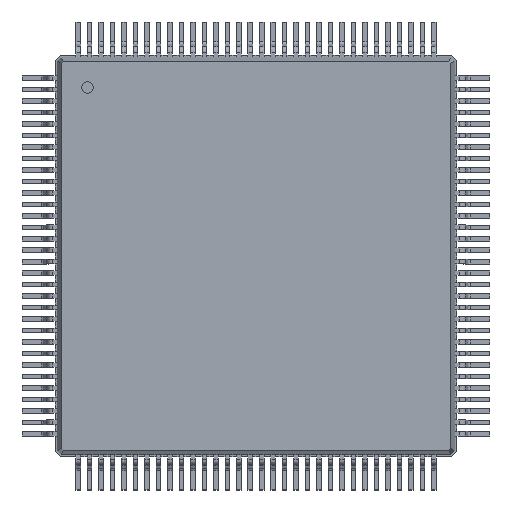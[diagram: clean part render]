
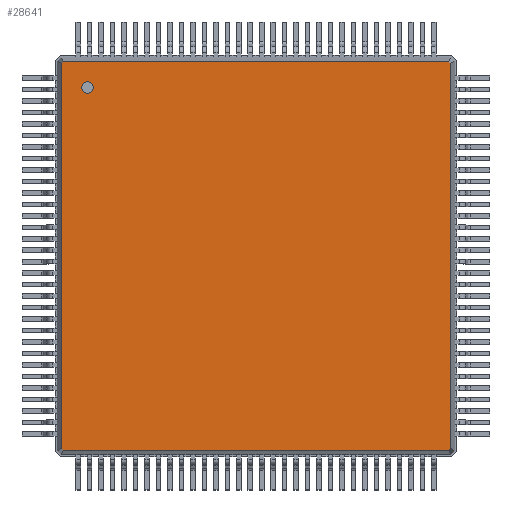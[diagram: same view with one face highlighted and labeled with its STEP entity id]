
A CAD part, top view. The second image highlights one B-rep face of the part: STEP entity #28641.
In plain terms, the highlighted planar face has unit normal (0, 0, 1).
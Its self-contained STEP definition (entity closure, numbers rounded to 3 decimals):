
#13=DIRECTION('',(0.,0.,1.));
#27=VECTOR('',#28,1.);
#28=DIRECTION('',(1.,0.,0.));
#307=VECTOR('',#308,1.);
#308=DIRECTION('',(0.707,-0.707,0.));
#314=VECTOR('',#315,1.);
#315=DIRECTION('',(0.,-1.,0.));
#321=VECTOR('',#322,1.);
#322=DIRECTION('',(-0.707,-0.707,0.));
#328=VECTOR('',#329,1.);
#329=DIRECTION('',(-1.,0.,0.));
#335=VECTOR('',#336,1.);
#336=DIRECTION('',(-0.707,0.707,0.));
#342=VECTOR('',#343,1.);
#343=DIRECTION('',(0.,1.,0.));
#347=VECTOR('',#348,1.);
#348=DIRECTION('',(0.707,0.707,0.));
#11317=VERTEX_POINT('',#11318);
#11318=CARTESIAN_POINT('',(-6.776,6.713,1.6));
#11320=ORIENTED_EDGE('',*,*,#11321,.F.);
#11321=EDGE_CURVE('',#11322,#11317,#11324,.T.);
#11322=VERTEX_POINT('',#11323);
#11323=CARTESIAN_POINT('',(-6.776,-6.713,1.6));
#11324=LINE('',#11323,#342);
#11335=VERTEX_POINT('',#11336);
#11336=CARTESIAN_POINT('',(-6.713,6.776,1.6));
#11338=ORIENTED_EDGE('',*,*,#11339,.F.);
#11339=EDGE_CURVE('',#11317,#11335,#11340,.T.);
#11340=LINE('',#11318,#347);
#11445=VERTEX_POINT('',#11446);
#11446=CARTESIAN_POINT('',(6.713,6.776,1.6));
#11448=ORIENTED_EDGE('',*,*,#11449,.F.);
#11449=EDGE_CURVE('',#11335,#11445,#11450,.T.);
#11450=LINE('',#11336,#27);
#14341=VERTEX_POINT('',#14342);
#14342=CARTESIAN_POINT('',(6.776,6.713,1.6));
#14344=ORIENTED_EDGE('',*,*,#14345,.F.);
#14345=EDGE_CURVE('',#11445,#14341,#14346,.T.);
#14346=LINE('',#11446,#307);
#14611=VERTEX_POINT('',#14612);
#14612=CARTESIAN_POINT('',(6.776,-6.713,1.6));
#14614=ORIENTED_EDGE('',*,*,#14615,.F.);
#14615=EDGE_CURVE('',#14341,#14611,#14616,.T.);
#14616=LINE('',#14342,#314);
#28641=ADVANCED_FACE('',(#28642,#28657),#28667,.T.);
#28642=FACE_BOUND('',#28643,.T.);
#28643=EDGE_LOOP('',(#11448,#11338,#11320,#28644,#28649,#28654,#14614,#14344));
#28644=ORIENTED_EDGE('',*,*,#28645,.F.);
#28645=EDGE_CURVE('',#28646,#11322,#28648,.T.);
#28646=VERTEX_POINT('',#28647);
#28647=CARTESIAN_POINT('',(-6.713,-6.776,1.6));
#28648=LINE('',#28647,#335);
#28649=ORIENTED_EDGE('',*,*,#28650,.F.);
#28650=EDGE_CURVE('',#28651,#28646,#28653,.T.);
#28651=VERTEX_POINT('',#28652);
#28652=CARTESIAN_POINT('',(6.713,-6.776,1.6));
#28653=LINE('',#28652,#328);
#28654=ORIENTED_EDGE('',*,*,#28655,.F.);
#28655=EDGE_CURVE('',#14611,#28651,#28656,.T.);
#28656=LINE('',#14612,#321);
#28657=FACE_BOUND('',#28658,.T.);
#28658=EDGE_LOOP('',(#28659));
#28659=ORIENTED_EDGE('',*,*,#28660,.T.);
#28660=EDGE_CURVE('',#28661,#28661,#28663,.T.);
#28661=VERTEX_POINT('',#28662);
#28662=CARTESIAN_POINT('',(-5.876,5.676,1.6));
#28663=CIRCLE('',#28664,0.2);
#28664=AXIS2_PLACEMENT_3D('',#28665,#28666,#315);
#28665=CARTESIAN_POINT('',(-5.876,5.876,1.6));
#28666=DIRECTION('',(0.,-0.,-1.));
#28667=PLANE('',#28668);
#28668=AXIS2_PLACEMENT_3D('',#11336,#13,#28669);
#28669=DIRECTION('',(0.704,-0.71,0.));
